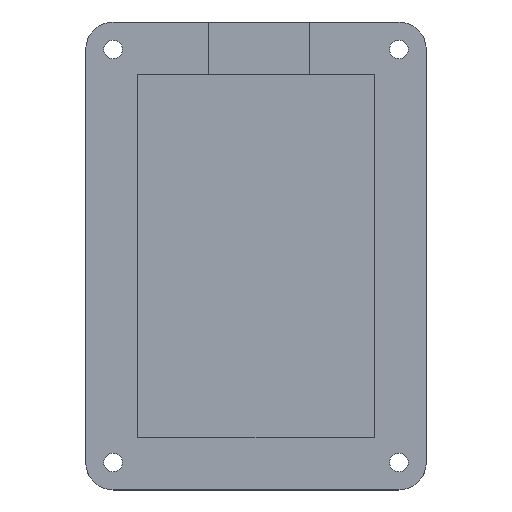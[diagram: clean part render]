
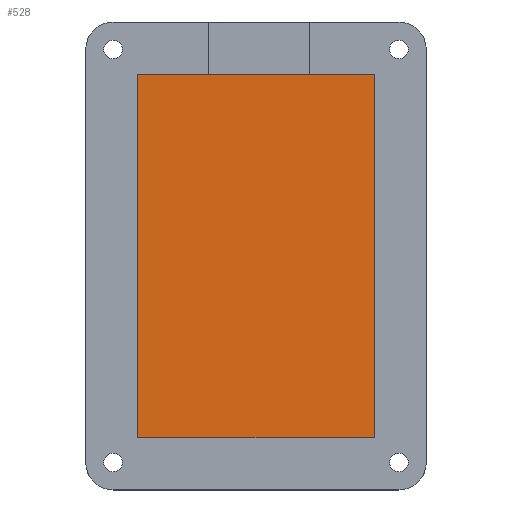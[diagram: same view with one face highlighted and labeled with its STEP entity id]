
A CAD part, top view. The second image highlights one B-rep face of the part: STEP entity #528.
In plain terms, the highlighted planar face has unit normal (0, 0, 1).
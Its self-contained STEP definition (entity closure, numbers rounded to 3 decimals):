
#38=PLANE('',#585);
#60=FACE_OUTER_BOUND('',#94,.T.);
#94=EDGE_LOOP('',(#425,#426,#427,#428));
#152=LINE('',#870,#200);
#153=LINE('',#872,#201);
#154=LINE('',#874,#202);
#155=LINE('',#875,#203);
#200=VECTOR('',#700,10.);
#201=VECTOR('',#701,10.);
#202=VECTOR('',#702,10.);
#203=VECTOR('',#703,10.);
#273=VERTEX_POINT('',#868);
#274=VERTEX_POINT('',#869);
#275=VERTEX_POINT('',#871);
#276=VERTEX_POINT('',#873);
#332=EDGE_CURVE('',#273,#274,#152,.T.);
#333=EDGE_CURVE('',#275,#273,#153,.T.);
#334=EDGE_CURVE('',#276,#275,#154,.T.);
#335=EDGE_CURVE('',#274,#276,#155,.T.);
#425=ORIENTED_EDGE('',*,*,#332,.F.);
#426=ORIENTED_EDGE('',*,*,#333,.F.);
#427=ORIENTED_EDGE('',*,*,#334,.F.);
#428=ORIENTED_EDGE('',*,*,#335,.F.);
#528=ADVANCED_FACE('',(#60),#38,.T.);
#585=AXIS2_PLACEMENT_3D('',#867,#698,#699);
#698=DIRECTION('center_axis',(0.,0.,1.));
#699=DIRECTION('ref_axis',(1.,0.,0.));
#700=DIRECTION('',(0.,1.,0.));
#701=DIRECTION('',(-1.,0.,0.));
#702=DIRECTION('',(0.,-1.,0.));
#703=DIRECTION('',(1.,0.,0.));
#867=CARTESIAN_POINT('Origin',(21.51,33.1,3.));
#868=CARTESIAN_POINT('',(0.,0.,3.));
#869=CARTESIAN_POINT('',(0.,66.2,3.));
#870=CARTESIAN_POINT('',(0.,16.55,3.));
#871=CARTESIAN_POINT('',(43.02,0.,3.));
#872=CARTESIAN_POINT('',(32.265,0.,3.));
#873=CARTESIAN_POINT('',(43.02,66.2,3.));
#874=CARTESIAN_POINT('',(43.02,49.65,3.));
#875=CARTESIAN_POINT('',(10.755,66.2,3.));
